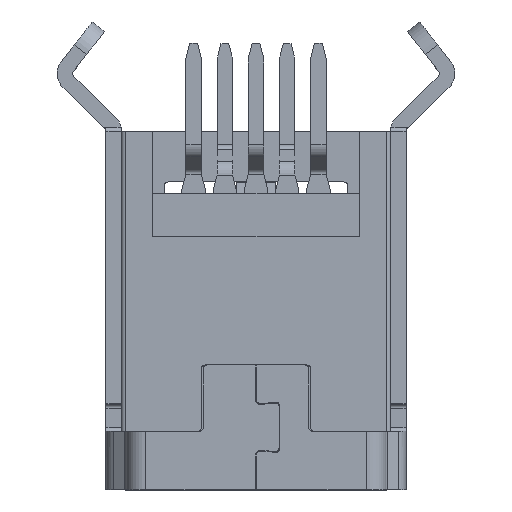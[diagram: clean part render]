
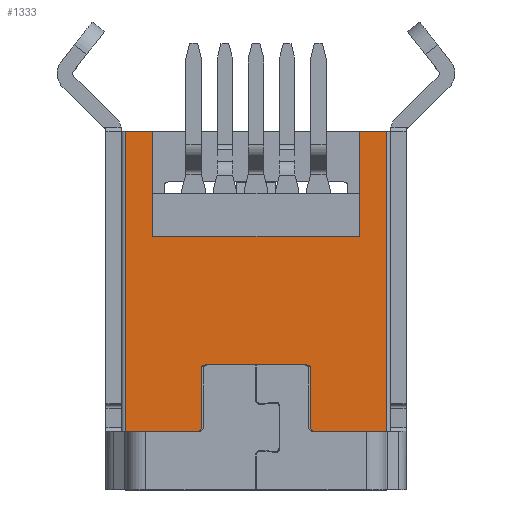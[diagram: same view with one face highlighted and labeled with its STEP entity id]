
A CAD part, top view. The second image highlights one B-rep face of the part: STEP entity #1333.
In plain terms, the highlighted planar face has unit normal (0, 0, 1).
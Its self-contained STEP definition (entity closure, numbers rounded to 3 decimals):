
#1333 = ADVANCED_FACE( '', ( #2675 ), #2676, .F. );
#2675 = FACE_OUTER_BOUND( '', #4038, .T. );
#2676 = PLANE( '', #4039 );
#4038 = EDGE_LOOP( '', ( #7996, #7997, #7998, #7999, #8000, #8001, #8002, #8003, #8004, #8005, #8006, #8007, #8008, #8009, #8010, #8011 ) );
#4039 = AXIS2_PLACEMENT_3D( '', #8012, #8013, #8014 );
#7996 = ORIENTED_EDGE( '', *, *, #9636, .T. );
#7997 = ORIENTED_EDGE( '', *, *, #9600, .F. );
#7998 = ORIENTED_EDGE( '', *, *, #9824, .T. );
#7999 = ORIENTED_EDGE( '', *, *, #9818, .T. );
#8000 = ORIENTED_EDGE( '', *, *, #9612, .T. );
#8001 = ORIENTED_EDGE( '', *, *, #9615, .F. );
#8002 = ORIENTED_EDGE( '', *, *, #8880, .T. );
#8003 = ORIENTED_EDGE( '', *, *, #10172, .F. );
#8004 = ORIENTED_EDGE( '', *, *, #10173, .T. );
#8005 = ORIENTED_EDGE( '', *, *, #8675, .F. );
#8006 = ORIENTED_EDGE( '', *, *, #10046, .T. );
#8007 = ORIENTED_EDGE( '', *, *, #8560, .F. );
#8008 = ORIENTED_EDGE( '', *, *, #8852, .T. );
#8009 = ORIENTED_EDGE( '', *, *, #9851, .F. );
#8010 = ORIENTED_EDGE( '', *, *, #9206, .T. );
#8011 = ORIENTED_EDGE( '', *, *, #9200, .T. );
#8012 = CARTESIAN_POINT( '', ( 3.45, -3.85, 1.75 ) );
#8013 = DIRECTION( '', ( 0., 0., -1. ) );
#8014 = DIRECTION( '', ( -1., 0., 0. ) );
#8560 = EDGE_CURVE( '', #10292, #10293, #10294, .T. );
#8675 = EDGE_CURVE( '', #10508, #10510, #10511, .T. );
#8852 = EDGE_CURVE( '', #10292, #10817, #10819, .F. );
#8880 = EDGE_CURVE( '', #10868, #10866, #10869, .F. );
#9200 = EDGE_CURVE( '', #11394, #11392, #11395, .T. );
#9206 = EDGE_CURVE( '', #11401, #11394, #11404, .T. );
#9600 = EDGE_CURVE( '', #11999, #11994, #12001, .T. );
#9612 = EDGE_CURVE( '', #12020, #12018, #12021, .F. );
#9615 = EDGE_CURVE( '', #10868, #12018, #12024, .T. );
#9636 = EDGE_CURVE( '', #11392, #11994, #12052, .T. );
#9818 = EDGE_CURVE( '', #12300, #12020, #12301, .T. );
#9824 = EDGE_CURVE( '', #11999, #12300, #12307, .T. );
#9851 = EDGE_CURVE( '', #11401, #10817, #12341, .T. );
#10046 = EDGE_CURVE( '', #10508, #10293, #12573, .T. );
#10172 = EDGE_CURVE( '', #12712, #10866, #12713, .T. );
#10173 = EDGE_CURVE( '', #12712, #10510, #12714, .T. );
#10292 = VERTEX_POINT( '', #12861 );
#10293 = VERTEX_POINT( '', #12862 );
#10294 = LINE( '', #12863, #12864 );
#10508 = VERTEX_POINT( '', #13167 );
#10510 = VERTEX_POINT( '', #13170 );
#10511 = LINE( '', #13171, #13172 );
#10817 = VERTEX_POINT( '', #13648 );
#10819 = CIRCLE( '', #13651, 0.1 );
#10866 = VERTEX_POINT( '', #13712 );
#10868 = VERTEX_POINT( '', #13715 );
#10869 = CIRCLE( '', #13716, 0.1 );
#11392 = VERTEX_POINT( '', #14499 );
#11394 = VERTEX_POINT( '', #14502 );
#11395 = LINE( '', #14503, #14504 );
#11401 = VERTEX_POINT( '', #14511 );
#11404 = LINE( '', #14515, #14516 );
#11994 = VERTEX_POINT( '', #15390 );
#11999 = VERTEX_POINT( '', #15397 );
#12001 = LINE( '', #15400, #15401 );
#12018 = VERTEX_POINT( '', #15424 );
#12020 = VERTEX_POINT( '', #15426 );
#12021 = LINE( '', #15427, #15428 );
#12024 = LINE( '', #15431, #15432 );
#12052 = LINE( '', #15473, #15474 );
#12300 = VERTEX_POINT( '', #15843 );
#12301 = LINE( '', #15844, #15845 );
#12307 = LINE( '', #15854, #15855 );
#12341 = LINE( '', #15904, #15905 );
#12573 = CIRCLE( '', #16274, 0.1 );
#12712 = VERTEX_POINT( '', #16456 );
#12713 = LINE( '', #16457, #16458 );
#12714 = CIRCLE( '', #16459, 0.1 );
#12861 = CARTESIAN_POINT( '', ( 1.4, -3.75, 1.75 ) );
#12862 = CARTESIAN_POINT( '', ( 1.4, -2.25, 1.75 ) );
#12863 = CARTESIAN_POINT( '', ( 1.4, -3.85, 1.75 ) );
#12864 = VECTOR( '', #16580, 1000. );
#13167 = CARTESIAN_POINT( '', ( 1.3, -2.15, 1.75 ) );
#13170 = CARTESIAN_POINT( '', ( -1.3, -2.15, 1.75 ) );
#13171 = CARTESIAN_POINT( '', ( 1.4, -2.15, 1.75 ) );
#13172 = VECTOR( '', #16710, 1000. );
#13648 = CARTESIAN_POINT( '', ( 1.5, -3.85, 1.75 ) );
#13651 = AXIS2_PLACEMENT_3D( '', #16903, #16904, #16905 );
#13712 = CARTESIAN_POINT( '', ( -1.4, -3.75, 1.75 ) );
#13715 = CARTESIAN_POINT( '', ( -1.5, -3.85, 1.75 ) );
#13716 = AXIS2_PLACEMENT_3D( '', #16945, #16946, #16947 );
#14499 = CARTESIAN_POINT( '', ( 2.65, 3.85, 1.75 ) );
#14502 = CARTESIAN_POINT( '', ( 3.35, 3.85, 1.75 ) );
#14503 = CARTESIAN_POINT( '', ( 3.45, 3.85, 1.75 ) );
#14504 = VECTOR( '', #17305, 1000. );
#14511 = CARTESIAN_POINT( '', ( 3.35, -3.85, 1.75 ) );
#14515 = CARTESIAN_POINT( '', ( 3.35, -3.85, 1.75 ) );
#14516 = VECTOR( '', #17314, 1000. );
#15390 = CARTESIAN_POINT( '', ( 2.65, 1.15, 1.75 ) );
#15397 = CARTESIAN_POINT( '', ( -2.65, 1.15, 1.75 ) );
#15400 = CARTESIAN_POINT( '', ( -2.65, 1.15, 1.75 ) );
#15401 = VECTOR( '', #17764, 1000. );
#15424 = CARTESIAN_POINT( '', ( -3.35, -3.85, 1.75 ) );
#15426 = CARTESIAN_POINT( '', ( -3.35, 3.85, 1.75 ) );
#15427 = CARTESIAN_POINT( '', ( -3.35, -3.85, 1.75 ) );
#15428 = VECTOR( '', #17777, 1000. );
#15431 = CARTESIAN_POINT( '', ( 3.45, -3.85, 1.75 ) );
#15432 = VECTOR( '', #17781, 1000. );
#15473 = CARTESIAN_POINT( '', ( 2.65, -3.85, 1.75 ) );
#15474 = VECTOR( '', #17801, 1000. );
#15843 = CARTESIAN_POINT( '', ( -2.65, 3.85, 1.75 ) );
#15844 = CARTESIAN_POINT( '', ( 3.45, 3.85, 1.75 ) );
#15845 = VECTOR( '', #17986, 1000. );
#15854 = CARTESIAN_POINT( '', ( -2.65, -3.85, 1.75 ) );
#15855 = VECTOR( '', #17990, 1000. );
#15904 = CARTESIAN_POINT( '', ( 3.45, -3.85, 1.75 ) );
#15905 = VECTOR( '', #18018, 1000. );
#16274 = AXIS2_PLACEMENT_3D( '', #18225, #18226, #18227 );
#16456 = CARTESIAN_POINT( '', ( -1.4, -2.25, 1.75 ) );
#16457 = CARTESIAN_POINT( '', ( -1.4, -2.15, 1.75 ) );
#16458 = VECTOR( '', #18328, 1000. );
#16459 = AXIS2_PLACEMENT_3D( '', #18329, #18330, #18331 );
#16580 = DIRECTION( '', ( 0., 1., 0. ) );
#16710 = DIRECTION( '', ( -1., 0., 0. ) );
#16903 = CARTESIAN_POINT( '', ( 1.5, -3.75, 1.75 ) );
#16904 = DIRECTION( '', ( 0., 0., -1. ) );
#16905 = DIRECTION( '', ( -1., 0., 0. ) );
#16945 = CARTESIAN_POINT( '', ( -1.5, -3.75, 1.75 ) );
#16946 = DIRECTION( '', ( 0., 0., -1. ) );
#16947 = DIRECTION( '', ( -1., 0., 0. ) );
#17305 = DIRECTION( '', ( -1., 0., 0. ) );
#17314 = DIRECTION( '', ( 0., 1., 0. ) );
#17764 = DIRECTION( '', ( 1., 0., 0. ) );
#17777 = DIRECTION( '', ( 0., 1., 0. ) );
#17781 = DIRECTION( '', ( -1., 0., 0. ) );
#17801 = DIRECTION( '', ( 0., -1., 0. ) );
#17986 = DIRECTION( '', ( -1., 0., 0. ) );
#17990 = DIRECTION( '', ( 0., 1., 0. ) );
#18018 = DIRECTION( '', ( -1., 0., 0. ) );
#18225 = CARTESIAN_POINT( '', ( 1.3, -2.25, 1.75 ) );
#18226 = DIRECTION( '', ( 0., 0., -1. ) );
#18227 = DIRECTION( '', ( -1., 0., 0. ) );
#18328 = DIRECTION( '', ( 0., -1., 0. ) );
#18329 = CARTESIAN_POINT( '', ( -1.3, -2.25, 1.75 ) );
#18330 = DIRECTION( '', ( 0., 0., -1. ) );
#18331 = DIRECTION( '', ( -1., 0., 0. ) );
